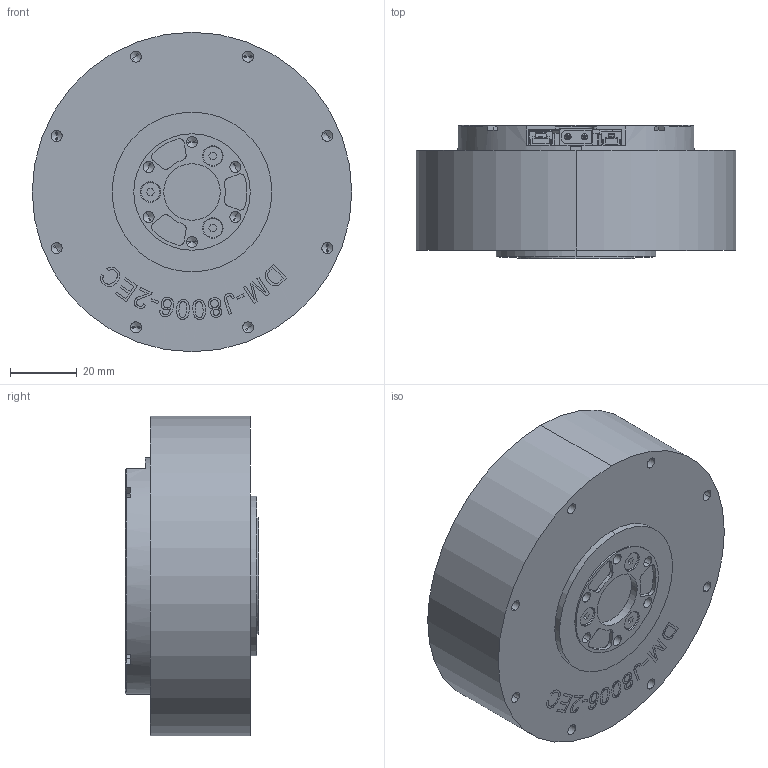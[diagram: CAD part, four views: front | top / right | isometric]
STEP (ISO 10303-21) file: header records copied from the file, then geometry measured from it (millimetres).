
FILE_DESCRIPTION (( 'STEP AP203' ), '1' );
FILE_NAME ('dm-j8006_v1_1-3d_20241120.STEP', '2024-11-20T08:28:51', ( '' ), ( '' ), 'SwSTEP 2.0', 'SolidWorks 2022', '' );
FILE_SCHEMA (( 'CONFIG_CONTROL_DESIGN' ));
Length unit declared in the file: millimetre
Products named in the file (1): dm-j8006_v1_1-3d_20241120
Bounding box: 96 x 40 x 96 mm (x, y, z)
Volume: 211640.8 mm3; surface area: 45997.6 mm2
Topology: 1 solids, 4 shells, 875 faces, 2515 edges, 1694 vertices
Faces by surface type: plane 524, cylinder 193, cone 77, bspline 61, torus 20
Entity records: 31652 total; most frequent: CARTESIAN_POINT 9064, ORIENTED_EDGE 4930, DIRECTION 4213, EDGE_CURVE 2465, VERTEX_POINT 1694, LINE 1599, VECTOR 1599, AXIS2_PLACEMENT_3D 1307
